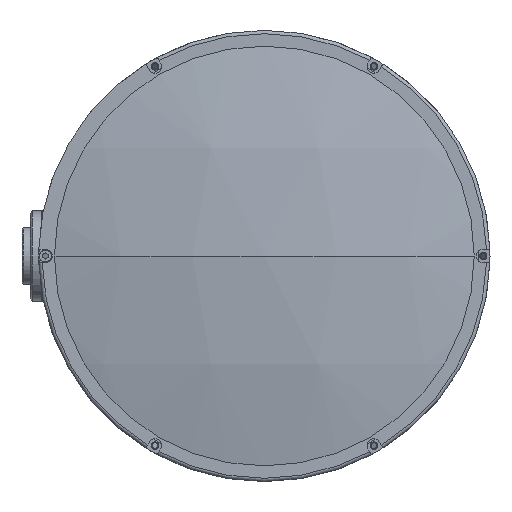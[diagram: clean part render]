
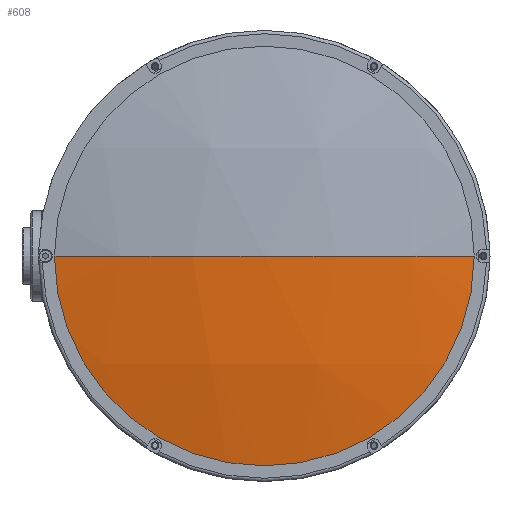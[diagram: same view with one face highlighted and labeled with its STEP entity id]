
A CAD part, left-side view. The second image highlights one B-rep face of the part: STEP entity #608.
In plain terms, the highlighted spherical face has radius 434.72 mm.
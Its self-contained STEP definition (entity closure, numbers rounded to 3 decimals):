
#441 = SPHERICAL_SURFACE ( 'NONE', #3605, 434.72 ) ;
#442 = FACE_OUTER_BOUND ( 'NONE', #2317, .T. ) ;
#608 = ADVANCED_FACE ( 'NONE', ( #442 ), #441, .T. ) ;
#2127 = CARTESIAN_POINT ( 'NONE',  ( -412.499, 95.64, 0. ) ) ;
#2170 = CARTESIAN_POINT ( 'NONE',  ( -412.499, -94.36, 0. ) ) ;
#2174 = CARTESIAN_POINT ( 'NONE',  ( -423.006, 0.64, 0. ) ) ;
#2317 = EDGE_LOOP ( 'NONE', ( #5973, #5975, #5974 ) ) ;
#2951 = EDGE_CURVE ( 'NONE', #6069, #6066, #3648, .T. ) ;
#2952 = EDGE_CURVE ( 'NONE', #6100, #6069, #3658, .T. ) ;
#2953 = EDGE_CURVE ( 'NONE', #6100, #6066, #3663, .T. ) ;
#3605 = AXIS2_PLACEMENT_3D ( 'NONE', #8079, #8077, #8075 ) ;
#3648 = CIRCLE ( 'NONE', #3659, 434.72 ) ;
#3653 = AXIS2_PLACEMENT_3D ( 'NONE', #4535, #4532, #4528 ) ;
#3656 = AXIS2_PLACEMENT_3D ( 'NONE', #4548, #4547, #4542 ) ;
#3658 = CIRCLE ( 'NONE', #3656, 95. ) ;
#3659 = AXIS2_PLACEMENT_3D ( 'NONE', #4565, #4558, #4555 ) ;
#3663 = CIRCLE ( 'NONE', #3653, 434.72 ) ;
#4528 = DIRECTION ( 'NONE',  ( 1., 0., 0. ) ) ;
#4532 = DIRECTION ( 'NONE',  ( 0., 0., 1. ) ) ;
#4535 = CARTESIAN_POINT ( 'NONE',  ( 11.714, 0.64, 0. ) ) ;
#4542 = DIRECTION ( 'NONE',  ( 0., 0., 1. ) ) ;
#4547 = DIRECTION ( 'NONE',  ( -1., 0., 0. ) ) ;
#4548 = CARTESIAN_POINT ( 'NONE',  ( -412.499, 0.64, 0. ) ) ;
#4555 = DIRECTION ( 'NONE',  ( 0., 1., 0. ) ) ;
#4558 = DIRECTION ( 'NONE',  ( 0., 0., -1. ) ) ;
#4565 = CARTESIAN_POINT ( 'NONE',  ( 11.714, 0.64, 0. ) ) ;
#5973 = ORIENTED_EDGE ( 'NONE', *, *, #2952, .T. ) ;
#5974 = ORIENTED_EDGE ( 'NONE', *, *, #2953, .F. ) ;
#5975 = ORIENTED_EDGE ( 'NONE', *, *, #2951, .T. ) ;
#6066 = VERTEX_POINT ( 'NONE', #2174 ) ;
#6069 = VERTEX_POINT ( 'NONE', #2170 ) ;
#6100 = VERTEX_POINT ( 'NONE', #2127 ) ;
#8075 = DIRECTION ( 'NONE',  ( 0., 1., 0. ) ) ;
#8077 = DIRECTION ( 'NONE',  ( 0., 0., -1. ) ) ;
#8079 = CARTESIAN_POINT ( 'NONE',  ( 11.714, 0.64, 0. ) ) ;
